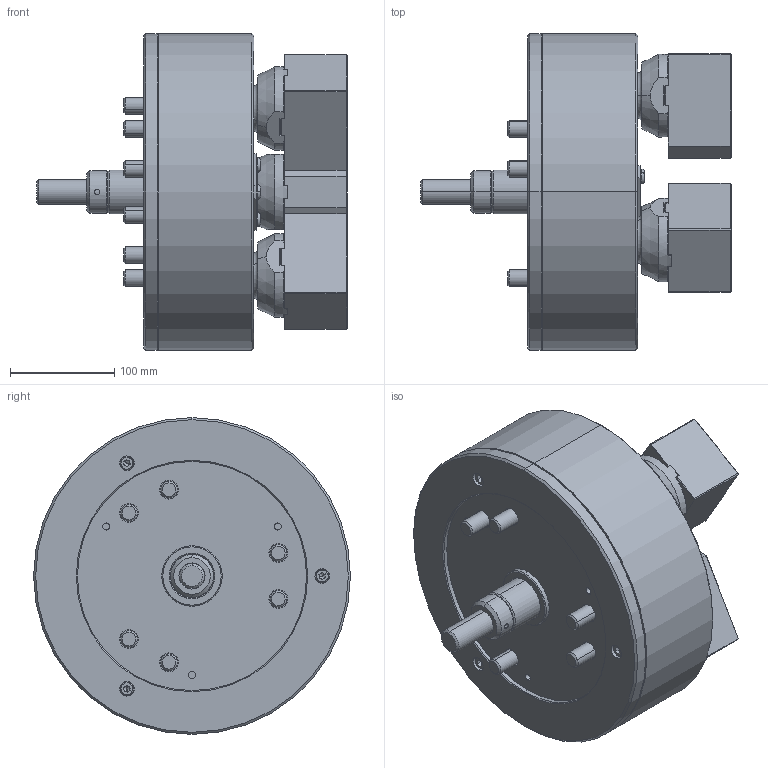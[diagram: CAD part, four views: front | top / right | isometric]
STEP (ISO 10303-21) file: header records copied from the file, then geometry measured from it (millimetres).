
FILE_DESCRIPTION (( 'STEP AP203' ), '1' );
FILE_NAME ('CF-3W-12.STEP', '2019-07-18T09:17:55', ( '' ), ( '' ), 'SwSTEP 2.0', 'SolidWorks 2016', '' );
FILE_SCHEMA (( 'CONFIG_CONTROL_DESIGN' ));
Length unit declared in the file: millimetre
Products named in the file (16): CF-3W-12; CF-3W-12-01000; CF-3W-10-18000; CF-3W-10-21000; CF-3W-10-12000; 圓頭內六角螺栓_M6x16; 圓頭內六角螺栓_M16x105; CF-3W-10-08010_000; 圓頭內六角螺栓_M12x25; CF-3W-10-22000; 錐平頭六角孔螺栓_M5x10; CF-3W-12-03000; 圓頭內六角螺栓_M8x18; CF-3W-10-20000; 半圓頭六角孔螺栓_M8x12; CF-3W-10-05010A
Assembly tree (60 placements, depth 2):
  CF-3W-12
    CF-3W-12-01000
    CF-3W-10-21000  x3
    圓頭內六角螺栓_M6x16  x18
    CF-3W-10-08010_000
    CF-3W-10-22000  x3
    CF-3W-12-03000
    半圓頭六角孔螺栓_M8x12  x3
    圓頭內六角螺栓_M8x18  x3
    CF-3W-10-18000
    CF-3W-10-12000
    圓頭內六角螺栓_M16x105  x6
    圓頭內六角螺栓_M12x25  x6
    錐平頭六角孔螺栓_M5x10  x9
    CF-3W-10-20000
    CF-3W-10-05010A  x3
Bounding box: 297.92 x 304 x 304 mm (x, y, z)
Volume: 8404445.5 mm3; surface area: 904159.2 mm2
Topology: 60 solids, 60 shells, 1965 faces, 4661 edges, 2803 vertices
Faces by surface type: plane 963, cylinder 513, cone 459, torus 18, sphere 12
Entity records: 21334 total; most frequent: DIRECTION 3490, CARTESIAN_POINT 3254, ORIENTED_EDGE 2886, EDGE_CURVE 1443, AXIS2_PLACEMENT_3D 1371, VERTEX_POINT 911, EDGE_LOOP 776, LINE 748
